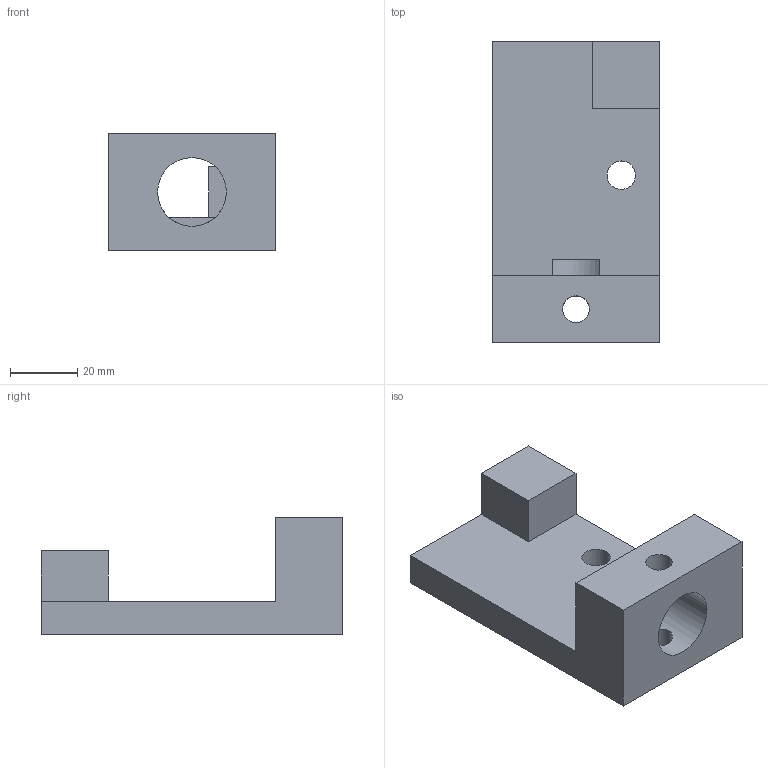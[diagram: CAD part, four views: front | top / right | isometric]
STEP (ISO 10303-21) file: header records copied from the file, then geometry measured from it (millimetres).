
FILE_DESCRIPTION (( 'STEP AP203' ), '1' );
FILE_NAME ('Base.STEP', '2021-07-31T10:32:27', ( '' ), ( '' ), 'SwSTEP 2.0', 'SolidWorks 2020', '' );
FILE_SCHEMA (( 'CONFIG_CONTROL_DESIGN' ));
Length unit declared in the file: millimetre
Products named in the file (1): Base
Bounding box: 50 x 90 x 35 mm (x, y, z)
Volume: 67051 mm3; surface area: 17932.8 mm2
Topology: 1 solids, 1 shells, 24 faces, 67 edges, 43 vertices
Faces by surface type: plane 12, cylinder 10, cone 2
Entity records: 976 total; most frequent: CARTESIAN_POINT 265, ORIENTED_EDGE 130, DIRECTION 129, EDGE_CURVE 65, LINE 43, VECTOR 43, AXIS2_PLACEMENT_3D 43, VERTEX_POINT 43
